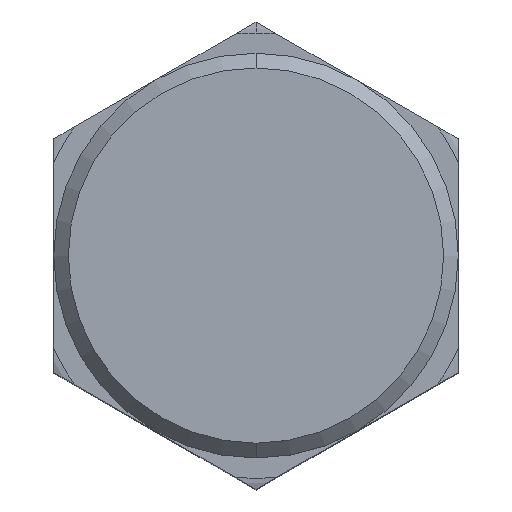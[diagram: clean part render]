
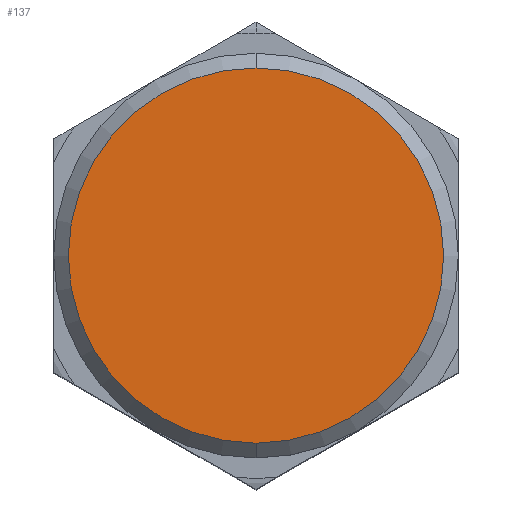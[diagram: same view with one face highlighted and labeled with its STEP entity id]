
A CAD part, top view. The second image highlights one B-rep face of the part: STEP entity #137.
In plain terms, the highlighted planar face has unit normal (0, 0, 1).
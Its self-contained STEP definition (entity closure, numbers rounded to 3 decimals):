
#57 = EDGE_LOOP ( 'NONE', ( #816, #213 ) ) ;
#123 = AXIS2_PLACEMENT_3D ( 'NONE', #824, #914, #308 ) ;
#137 = ADVANCED_FACE ( 'NONE', ( #482 ), #496, .T. ) ;
#199 = DIRECTION ( 'NONE',  ( 0., 1., 0. ) ) ;
#213 = ORIENTED_EDGE ( 'NONE', *, *, #736, .F. ) ;
#216 = VERTEX_POINT ( 'NONE', #704 ) ;
#230 = DIRECTION ( 'NONE',  ( 0., 0., 1. ) ) ;
#279 = DIRECTION ( 'NONE',  ( 0., 0., -1. ) ) ;
#308 = DIRECTION ( 'NONE',  ( 0., 1., 0. ) ) ;
#323 = VERTEX_POINT ( 'NONE', #474 ) ;
#399 = CIRCLE ( 'NONE', #501, 10.2 ) ;
#418 = CARTESIAN_POINT ( 'NONE',  ( 0., 0., 25. ) ) ;
#474 = CARTESIAN_POINT ( 'NONE',  ( 0., -10.2, 25. ) ) ;
#482 = FACE_OUTER_BOUND ( 'NONE', #57, .T. ) ;
#496 = PLANE ( 'NONE',  #985 ) ;
#501 = AXIS2_PLACEMENT_3D ( 'NONE', #735, #279, #199 ) ;
#636 = CIRCLE ( 'NONE', #123, 10.2 ) ;
#680 = EDGE_CURVE ( 'NONE', #216, #323, #399, .T. ) ;
#704 = CARTESIAN_POINT ( 'NONE',  ( 0., 10.2, 25. ) ) ;
#735 = CARTESIAN_POINT ( 'NONE',  ( 0., 0., 25. ) ) ;
#736 = EDGE_CURVE ( 'NONE', #323, #216, #636, .T. ) ;
#816 = ORIENTED_EDGE ( 'NONE', *, *, #680, .F. ) ;
#824 = CARTESIAN_POINT ( 'NONE',  ( 0., 0., 25. ) ) ;
#912 = DIRECTION ( 'NONE',  ( 0., -1., 0. ) ) ;
#914 = DIRECTION ( 'NONE',  ( 0., 0., -1. ) ) ;
#985 = AXIS2_PLACEMENT_3D ( 'NONE', #418, #230, #912 ) ;
